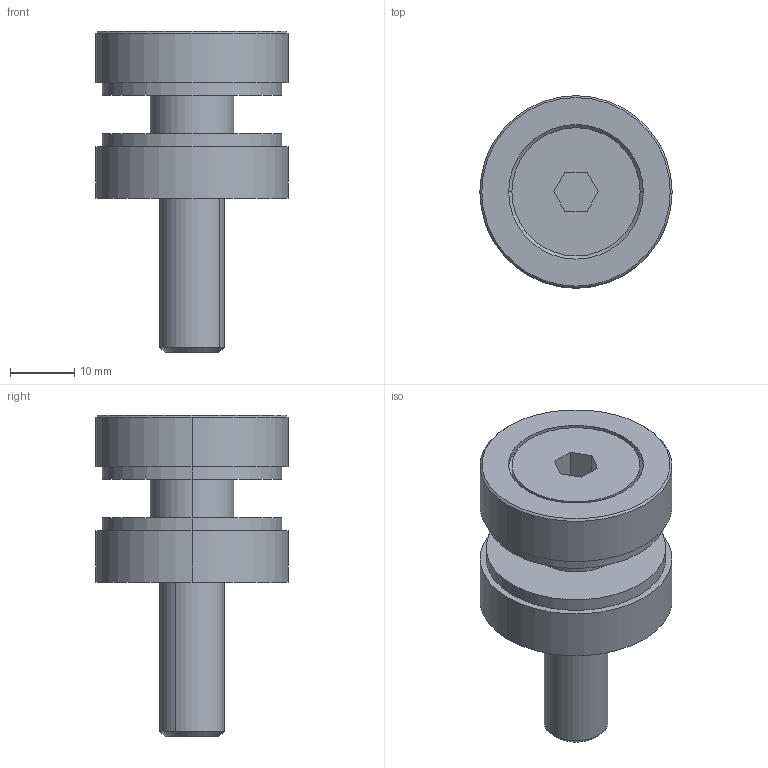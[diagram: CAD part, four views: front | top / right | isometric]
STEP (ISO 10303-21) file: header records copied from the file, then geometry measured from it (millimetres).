
FILE_DESCRIPTION (( 'STEP AP203' ), '1' );
FILE_NAME ('A_0763-000.STEP', '2023-01-30T10:29:13', ( '' ), ( '' ), 'SwSTEP 2.0', 'SolidWorks 2019', '' );
FILE_SCHEMA (( 'CONFIG_CONTROL_DESIGN' ));
Length unit declared in the file: millimetre
Products named in the file (6): A_0763-000.P2; A_0763-000.P4; A_0763-000.P1; A_0763-000.P3; Skrutka DIN 7991_Skrutka M10x 50; A_0763-000
Assembly tree (6 placements, depth 2):
  A_0763-000
    A_0763-000.P1
    Skrutka DIN 7991_Skrutka M10x 50
    A_0763-000.P2
    A_0763-000.P3  x2
    A_0763-000.P4
Bounding box: 30 x 30 x 50.1 mm (x, y, z)
Volume: 15899.3 mm3; surface area: 9813.6 mm2
Topology: 6 solids, 6 shells, 53 faces, 108 edges, 68 vertices
Faces by surface type: cylinder 26, plane 19, cone 8
Entity records: 1922 total; most frequent: DIRECTION 256, CARTESIAN_POINT 212, ORIENTED_EDGE 192, AXIS2_PLACEMENT_3D 104, EDGE_CURVE 96, VERTEX_POINT 60, EDGE_LOOP 56, PERSON_AND_ORGANIZATION 54
